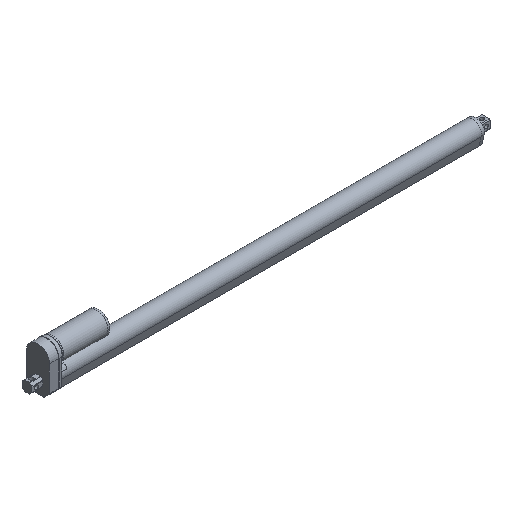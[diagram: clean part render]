
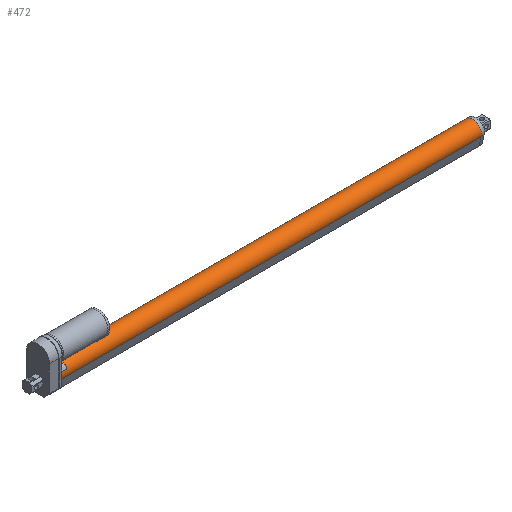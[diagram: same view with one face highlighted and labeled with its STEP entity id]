
A CAD part, isometric view. The second image highlights one B-rep face of the part: STEP entity #472.
In plain terms, the highlighted cylindrical face has radius 15 mm (diameter 30 mm), a partial arc.
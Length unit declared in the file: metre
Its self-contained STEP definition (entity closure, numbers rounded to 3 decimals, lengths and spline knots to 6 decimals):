
#472 = ADVANCED_FACE( '', ( #977 ), #978, .T. );
#977 = FACE_OUTER_BOUND( '', #1650, .T. );
#978 = CYLINDRICAL_SURFACE( '', #1651, 0.015 );
#1650 = EDGE_LOOP( '', ( #2417, #2418, #2419, #2420 ) );
#1651 = AXIS2_PLACEMENT_3D( '', #2421, #2422, #2423 );
#2417 = ORIENTED_EDGE( '', *, *, #4133, .T. );
#2418 = ORIENTED_EDGE( '', *, *, #4134, .F. );
#2419 = ORIENTED_EDGE( '', *, *, #4135, .F. );
#2420 = ORIENTED_EDGE( '', *, *, #4136, .T. );
#2421 = CARTESIAN_POINT( '', ( 0.716, 0., 0. ) );
#2422 = DIRECTION( '', ( 1., 0., 0. ) );
#2423 = DIRECTION( '', ( 0., 0., 1. ) );
#4133 = EDGE_CURVE( '', #4899, #4900, #4901, .T. );
#4134 = EDGE_CURVE( '', #4902, #4900, #4903, .T. );
#4135 = EDGE_CURVE( '', #4904, #4902, #4905, .T. );
#4136 = EDGE_CURVE( '', #4904, #4899, #4906, .T. );
#4899 = VERTEX_POINT( '', #6182 );
#4900 = VERTEX_POINT( '', #6183 );
#4901 = CIRCLE( '', #6184, 0.015 );
#4902 = VERTEX_POINT( '', #6185 );
#4903 = LINE( '', #6186, #6187 );
#4904 = VERTEX_POINT( '', #6188 );
#4905 = CIRCLE( '', #6189, 0.015 );
#4906 = LINE( '', #6190, #6191 );
#6182 = CARTESIAN_POINT( '', ( 0., 0.01456, -0.003606 ) );
#6183 = CARTESIAN_POINT( '', ( 0., -0.01456, -0.003606 ) );
#6184 = AXIS2_PLACEMENT_3D( '', #7442, #7443, #7444 );
#6185 = CARTESIAN_POINT( '', ( 0.716, -0.01456, -0.003606 ) );
#6186 = CARTESIAN_POINT( '', ( 0.716, -0.01456, -0.003606 ) );
#6187 = VECTOR( '', #7445, 1. );
#6188 = CARTESIAN_POINT( '', ( 0.716, 0.01456, -0.003606 ) );
#6189 = AXIS2_PLACEMENT_3D( '', #7446, #7447, #7448 );
#6190 = CARTESIAN_POINT( '', ( 0.716, 0.01456, -0.003606 ) );
#6191 = VECTOR( '', #7449, 1. );
#7442 = CARTESIAN_POINT( '', ( 0., 0., 0. ) );
#7443 = DIRECTION( '', ( 1., 0., 0. ) );
#7444 = DIRECTION( '', ( 0., 0., -1. ) );
#7445 = DIRECTION( '', ( -1., 0., 0. ) );
#7446 = CARTESIAN_POINT( '', ( 0.716, 0., 0. ) );
#7447 = DIRECTION( '', ( 1., 0., 0. ) );
#7448 = DIRECTION( '', ( 0., 0., -1. ) );
#7449 = DIRECTION( '', ( -1., 0., 0. ) );
